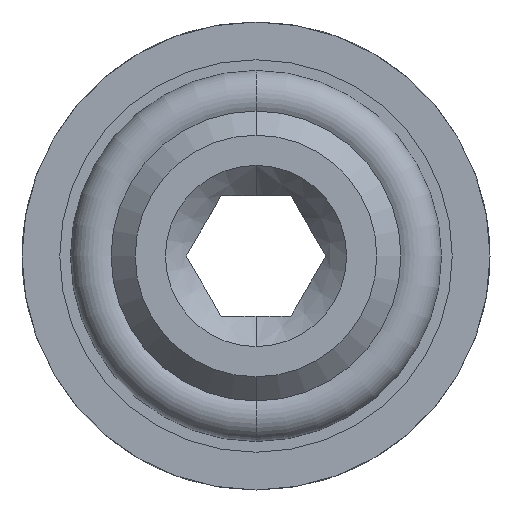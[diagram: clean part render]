
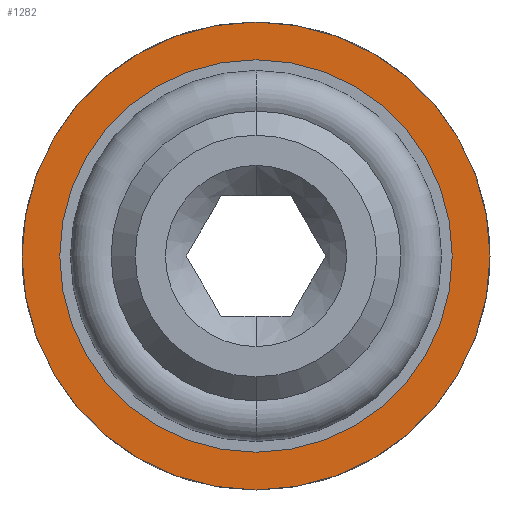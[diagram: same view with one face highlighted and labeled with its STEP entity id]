
A CAD part, front view. The second image highlights one B-rep face of the part: STEP entity #1282.
In plain terms, the highlighted planar face has unit normal (0, -1, 0).
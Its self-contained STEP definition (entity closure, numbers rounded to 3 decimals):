
#88 = DIRECTION ( 'NONE',  ( 0., 0., -1. ) ) ;
#89 = DIRECTION ( 'NONE',  ( 0., -1., 0. ) ) ;
#90 = CARTESIAN_POINT ( 'NONE',  ( 0., 6., 0. ) ) ;
#91 = AXIS2_PLACEMENT_3D ( 'NONE', #90, #89, #88 ) ;
#112 = CIRCLE ( 'NONE', #91, 6.5 ) ;
#231 = DIRECTION ( 'NONE',  ( 0., 0., -1. ) ) ;
#316 = AXIS2_PLACEMENT_3D ( 'NONE', #332, #331, #231 ) ;
#317 = PLANE ( 'NONE',  #316 ) ;
#325 = FACE_OUTER_BOUND ( 'NONE', #1367, .T. ) ;
#331 = DIRECTION ( 'NONE',  ( 0., -1., 0. ) ) ;
#332 = CARTESIAN_POINT ( 'NONE',  ( 7.75, 6., 0. ) ) ;
#347 = FACE_BOUND ( 'NONE', #1285, .T. ) ;
#352 = DIRECTION ( 'NONE',  ( 0., 0., -1. ) ) ;
#354 = CARTESIAN_POINT ( 'NONE',  ( 0., 6., 0. ) ) ;
#357 = DIRECTION ( 'NONE',  ( 0., -1., 0. ) ) ;
#359 = CIRCLE ( 'NONE', #362, 6.5 ) ;
#362 = AXIS2_PLACEMENT_3D ( 'NONE', #354, #357, #352 ) ;
#365 = DIRECTION ( 'NONE',  ( 0., 0., -1. ) ) ;
#366 = DIRECTION ( 'NONE',  ( 0., -1., 0. ) ) ;
#367 = CARTESIAN_POINT ( 'NONE',  ( 0., 6., 0. ) ) ;
#368 = AXIS2_PLACEMENT_3D ( 'NONE', #367, #366, #365 ) ;
#373 = CIRCLE ( 'NONE', #368, 7.75 ) ;
#994 = VERTEX_POINT ( 'NONE', #1762 ) ;
#1076 = EDGE_CURVE ( 'NONE', #1077, #1084, #1926, .T. ) ;
#1077 = VERTEX_POINT ( 'NONE', #1937 ) ;
#1079 = VERTEX_POINT ( 'NONE', #1986 ) ;
#1084 = VERTEX_POINT ( 'NONE', #1948 ) ;
#1199 = EDGE_CURVE ( 'NONE', #1079, #994, #112, .T. ) ;
#1282 = ADVANCED_FACE ( 'NONE', ( #325, #347 ), #317, .T. ) ;
#1283 = ORIENTED_EDGE ( 'NONE', *, *, #1076, .T. ) ;
#1284 = ORIENTED_EDGE ( 'NONE', *, *, #1296, .T. ) ;
#1285 = EDGE_LOOP ( 'NONE', ( #1286, #1415 ) ) ;
#1286 = ORIENTED_EDGE ( 'NONE', *, *, #1287, .F. ) ;
#1287 = EDGE_CURVE ( 'NONE', #994, #1079, #359, .T. ) ;
#1296 = EDGE_CURVE ( 'NONE', #1084, #1077, #373, .T. ) ;
#1367 = EDGE_LOOP ( 'NONE', ( #1283, #1284 ) ) ;
#1415 = ORIENTED_EDGE ( 'NONE', *, *, #1199, .F. ) ;
#1762 = CARTESIAN_POINT ( 'NONE',  ( 0., 6., -6.5 ) ) ;
#1926 = CIRCLE ( 'NONE', #1936, 7.75 ) ;
#1935 = CARTESIAN_POINT ( 'NONE',  ( 0., 6., 0. ) ) ;
#1936 = AXIS2_PLACEMENT_3D ( 'NONE', #1935, #1988, #1987 ) ;
#1937 = CARTESIAN_POINT ( 'NONE',  ( 0., 6., -7.75 ) ) ;
#1948 = CARTESIAN_POINT ( 'NONE',  ( 0., 6., 7.75 ) ) ;
#1986 = CARTESIAN_POINT ( 'NONE',  ( 0., 6., 6.5 ) ) ;
#1987 = DIRECTION ( 'NONE',  ( 0., 0., -1. ) ) ;
#1988 = DIRECTION ( 'NONE',  ( 0., -1., 0. ) ) ;
